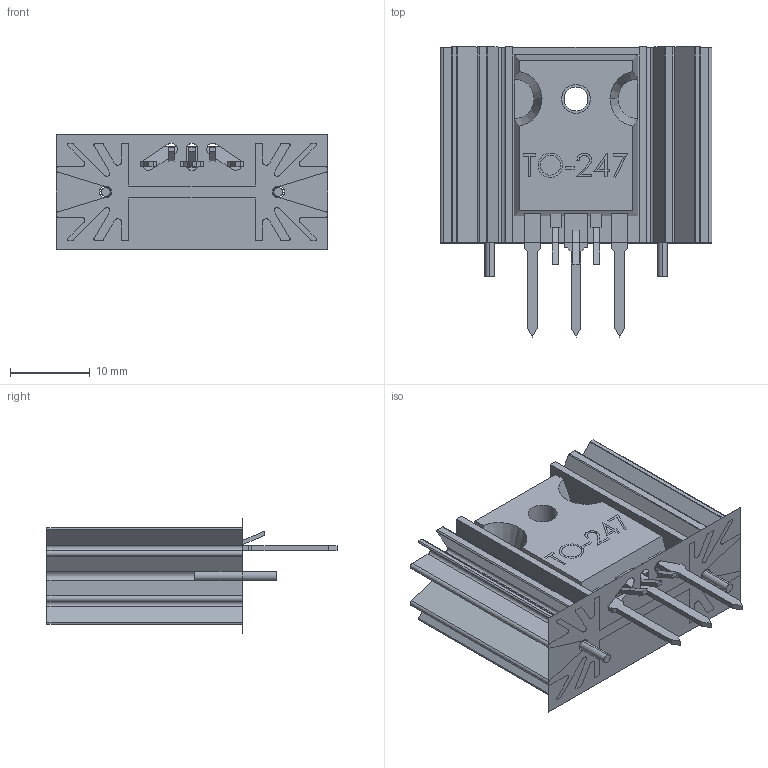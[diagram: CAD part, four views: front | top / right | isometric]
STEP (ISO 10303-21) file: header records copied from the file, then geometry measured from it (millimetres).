
FILE_DESCRIPTION (( 'STEP AP214' ), '1' );
FILE_NAME ('鑤鳪魡.STEP', '2024-08-01T11:55:33', ( '' ), ( '' ), 'SwSTEP 2.0', 'SolidWorks 2021', '' );
FILE_SCHEMA (( 'AUTOMOTIVE_DESIGN' ));
Length unit declared in the file: millimetre
Products named in the file (5): TO-247; 123123123; 鑤鳪魡; 眛-247 冓儰僗闉 #2; TO220 (bend).step
Assembly tree (4 placements, depth 2):
  鑤鳪魡
    眛-247 冓儰僗闉 #2
    TO220 (bend).step
    TO-247
    123123123
Bounding box: 34 x 36.29 x 14.38 mm (x, y, z)
Volume: 4988.6 mm3; surface area: 7761 mm2
Topology: 7 solids, 7 shells, 353 faces, 929 edges, 612 vertices
Faces by surface type: plane 244, cylinder 62, bspline 43, cone 4
Entity records: 15037 total; most frequent: CARTESIAN_POINT 5340, ORIENTED_EDGE 1858, DIRECTION 1605, EDGE_CURVE 929, VECTOR 707, LINE 707, VERTEX_POINT 612, AXIS2_PLACEMENT_3D 449
